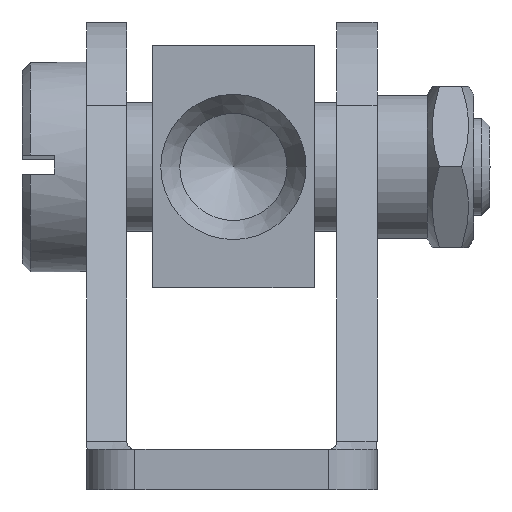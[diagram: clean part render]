
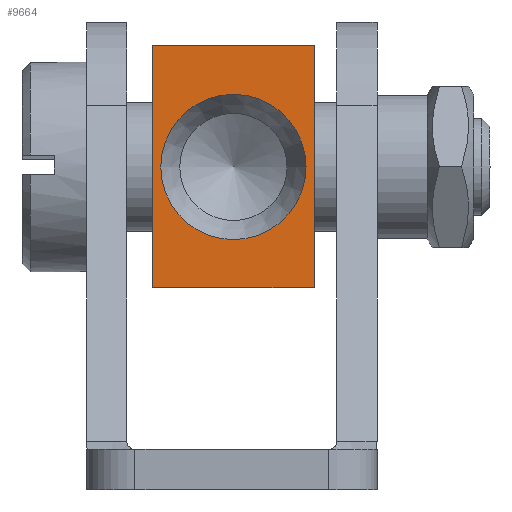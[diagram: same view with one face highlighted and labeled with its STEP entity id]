
A CAD part, left-side view. The second image highlights one B-rep face of the part: STEP entity #9664.
In plain terms, the highlighted planar face has unit normal (-1, 0, 0).
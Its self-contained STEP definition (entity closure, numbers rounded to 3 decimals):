
#8753 = PLANE('',#8754);
#8754 = AXIS2_PLACEMENT_3D('',#8755,#8756,#8757);
#8755 = CARTESIAN_POINT('',(0.,-5.,-7.5));
#8756 = DIRECTION('',(0.,-1.,0.));
#8757 = DIRECTION('',(1.,0.,0.));
#8948 = VERTEX_POINT('',#8949);
#8949 = CARTESIAN_POINT('',(0.,-5.,7.5));
#8963 = PLANE('',#8964);
#8964 = AXIS2_PLACEMENT_3D('',#8965,#8966,#8967);
#8965 = CARTESIAN_POINT('',(0.,-5.,7.5));
#8966 = DIRECTION('',(0.,0.,1.));
#8967 = DIRECTION('',(0.,1.,0.));
#8975 = EDGE_CURVE('',#8976,#8948,#8978,.T.);
#8976 = VERTEX_POINT('',#8977);
#8977 = CARTESIAN_POINT('',(0.,-5.,-7.5));
#8978 = SURFACE_CURVE('',#8979,(#8983,#8990),.PCURVE_S1.);
#8979 = LINE('',#8980,#8981);
#8980 = CARTESIAN_POINT('',(0.,-5.,-7.5));
#8981 = VECTOR('',#8982,1.);
#8982 = DIRECTION('',(0.,0.,1.));
#8983 = PCURVE('',#8753,#8984);
#8984 = DEFINITIONAL_REPRESENTATION('',(#8985),#8989);
#8985 = LINE('',#8986,#8987);
#8986 = CARTESIAN_POINT('',(0.,0.));
#8987 = VECTOR('',#8988,1.);
#8988 = DIRECTION('',(0.,1.));
#8989 = ( GEOMETRIC_REPRESENTATION_CONTEXT(2) 
PARAMETRIC_REPRESENTATION_CONTEXT() REPRESENTATION_CONTEXT('2D SPACE',''
  ) );
#8990 = PCURVE('',#8991,#8996);
#8991 = PLANE('',#8992);
#8992 = AXIS2_PLACEMENT_3D('',#8993,#8994,#8995);
#8993 = CARTESIAN_POINT('',(0.,0.,10.));
#8994 = DIRECTION('',(-1.,0.,0.));
#8995 = DIRECTION('',(0.,-1.,0.));
#8996 = DEFINITIONAL_REPRESENTATION('',(#8997),#9001);
#8997 = LINE('',#8998,#8999);
#8998 = CARTESIAN_POINT('',(5.,-17.5));
#8999 = VECTOR('',#9000,1.);
#9000 = DIRECTION('',(0.,1.));
#9001 = ( GEOMETRIC_REPRESENTATION_CONTEXT(2) 
PARAMETRIC_REPRESENTATION_CONTEXT() REPRESENTATION_CONTEXT('2D SPACE',''
  ) );
#9017 = PLANE('',#9018);
#9018 = AXIS2_PLACEMENT_3D('',#9019,#9020,#9021);
#9019 = CARTESIAN_POINT('',(0.,5.,-7.5));
#9020 = DIRECTION('',(0.,0.,-1.));
#9021 = DIRECTION('',(0.,-1.,0.));
#9095 = PLANE('',#9096);
#9096 = AXIS2_PLACEMENT_3D('',#9097,#9098,#9099);
#9097 = CARTESIAN_POINT('',(0.,5.,7.5));
#9098 = DIRECTION('',(0.,1.,0.));
#9099 = DIRECTION('',(-1.,0.,0.));
#9164 = VERTEX_POINT('',#9165);
#9165 = CARTESIAN_POINT('',(0.,5.,-7.5));
#9186 = EDGE_CURVE('',#9187,#9164,#9189,.T.);
#9187 = VERTEX_POINT('',#9188);
#9188 = CARTESIAN_POINT('',(0.,5.,7.5));
#9189 = SURFACE_CURVE('',#9190,(#9194,#9201),.PCURVE_S1.);
#9190 = LINE('',#9191,#9192);
#9191 = CARTESIAN_POINT('',(0.,5.,7.5));
#9192 = VECTOR('',#9193,1.);
#9193 = DIRECTION('',(0.,0.,-1.));
#9194 = PCURVE('',#9095,#9195);
#9195 = DEFINITIONAL_REPRESENTATION('',(#9196),#9200);
#9196 = LINE('',#9197,#9198);
#9197 = CARTESIAN_POINT('',(0.,0.));
#9198 = VECTOR('',#9199,1.);
#9199 = DIRECTION('',(0.,-1.));
#9200 = ( GEOMETRIC_REPRESENTATION_CONTEXT(2) 
PARAMETRIC_REPRESENTATION_CONTEXT() REPRESENTATION_CONTEXT('2D SPACE',''
  ) );
#9201 = PCURVE('',#8991,#9202);
#9202 = DEFINITIONAL_REPRESENTATION('',(#9203),#9207);
#9203 = LINE('',#9204,#9205);
#9204 = CARTESIAN_POINT('',(-5.,-2.5));
#9205 = VECTOR('',#9206,1.);
#9206 = DIRECTION('',(0.,-1.));
#9207 = ( GEOMETRIC_REPRESENTATION_CONTEXT(2) 
PARAMETRIC_REPRESENTATION_CONTEXT() REPRESENTATION_CONTEXT('2D SPACE',''
  ) );
#9340 = EDGE_CURVE('',#9341,#9341,#9343,.T.);
#9341 = VERTEX_POINT('',#9342);
#9342 = CARTESIAN_POINT('',(0.,-4.5,0.)
  );
#9343 = SURFACE_CURVE('',#9344,(#9349,#9383),.PCURVE_S1.);
#9344 = CIRCLE('',#9345,4.5);
#9345 = AXIS2_PLACEMENT_3D('',#9346,#9347,#9348);
#9346 = CARTESIAN_POINT('',(0.,0.,
    0.));
#9347 = DIRECTION('',(1.,0.,0.));
#9348 = DIRECTION('',(0.,-1.,0.));
#9349 = PCURVE('',#9350,#9355);
#9350 = CONICAL_SURFACE('',#9351,3.912,0.524);
#9351 = AXIS2_PLACEMENT_3D('',#9352,#9353,#9354);
#9352 = CARTESIAN_POINT('',(1.019,0.,
    0.));
#9353 = DIRECTION('',(-1.,0.,0.));
#9354 = DIRECTION('',(0.,-1.,0.));
#9355 = DEFINITIONAL_REPRESENTATION('',(#9356),#9382);
#9356 = B_SPLINE_CURVE_WITH_KNOTS('',3,(#9357,#9358,#9359,#9360,#9361,
    #9362,#9363,#9364,#9365,#9366,#9367,#9368,#9369,#9370,#9371,#9372,
    #9373,#9374,#9375,#9376,#9377,#9378,#9379,#9380,#9381),
  .UNSPECIFIED.,.F.,.F.,(4,1,1,1,1,1,1,1,1,1,1,1,1,1,1,1,1,1,1,1,1,1,4),
  (0.,0.286,0.571,0.857,1.142,
    1.428,1.714,1.999,2.285,
    2.57,2.856,3.142,3.427,
    3.713,3.998,4.284,4.57,
    4.855,5.141,5.426,5.712,
    5.998,6.283),.UNSPECIFIED.);
#9357 = CARTESIAN_POINT('',(6.283,1.019));
#9358 = CARTESIAN_POINT('',(6.188,1.019));
#9359 = CARTESIAN_POINT('',(5.998,1.019));
#9360 = CARTESIAN_POINT('',(5.712,1.019));
#9361 = CARTESIAN_POINT('',(5.426,1.019));
#9362 = CARTESIAN_POINT('',(5.141,1.019));
#9363 = CARTESIAN_POINT('',(4.855,1.019));
#9364 = CARTESIAN_POINT('',(4.57,1.019));
#9365 = CARTESIAN_POINT('',(4.284,1.019));
#9366 = CARTESIAN_POINT('',(3.998,1.019));
#9367 = CARTESIAN_POINT('',(3.713,1.019));
#9368 = CARTESIAN_POINT('',(3.427,1.019));
#9369 = CARTESIAN_POINT('',(3.142,1.019));
#9370 = CARTESIAN_POINT('',(2.856,1.019));
#9371 = CARTESIAN_POINT('',(2.57,1.019));
#9372 = CARTESIAN_POINT('',(2.285,1.019));
#9373 = CARTESIAN_POINT('',(1.999,1.019));
#9374 = CARTESIAN_POINT('',(1.714,1.019));
#9375 = CARTESIAN_POINT('',(1.428,1.019));
#9376 = CARTESIAN_POINT('',(1.142,1.019));
#9377 = CARTESIAN_POINT('',(0.857,1.019));
#9378 = CARTESIAN_POINT('',(0.571,1.019));
#9379 = CARTESIAN_POINT('',(0.286,1.019));
#9380 = CARTESIAN_POINT('',(0.095,1.019));
#9381 = CARTESIAN_POINT('',(0.,1.019));
#9382 = ( GEOMETRIC_REPRESENTATION_CONTEXT(2) 
PARAMETRIC_REPRESENTATION_CONTEXT() REPRESENTATION_CONTEXT('2D SPACE',''
  ) );
#9383 = PCURVE('',#8991,#9384);
#9384 = DEFINITIONAL_REPRESENTATION('',(#9385),#9393);
#9385 = ( BOUNDED_CURVE() B_SPLINE_CURVE(2,(#9386,#9387,#9388,#9389,
#9390,#9391,#9392),.UNSPECIFIED.,.T.,.F.) B_SPLINE_CURVE_WITH_KNOTS((1,2
    ,2,2,2,1),(-2.094,0.,2.094,4.189,
6.283,8.378),.UNSPECIFIED.) CURVE() 
GEOMETRIC_REPRESENTATION_ITEM() RATIONAL_B_SPLINE_CURVE((1.,0.5,1.,0.5,
1.,0.5,1.)) REPRESENTATION_ITEM('') );
#9386 = CARTESIAN_POINT('',(4.5,-10.));
#9387 = CARTESIAN_POINT('',(4.5,-17.794));
#9388 = CARTESIAN_POINT('',(-2.25,-13.897));
#9389 = CARTESIAN_POINT('',(-9.,-10.));
#9390 = CARTESIAN_POINT('',(-2.25,-6.103));
#9391 = CARTESIAN_POINT('',(4.5,-2.206));
#9392 = CARTESIAN_POINT('',(4.5,-10.));
#9393 = ( GEOMETRIC_REPRESENTATION_CONTEXT(2) 
PARAMETRIC_REPRESENTATION_CONTEXT() REPRESENTATION_CONTEXT('2D SPACE',''
  ) );
#9562 = EDGE_CURVE('',#8948,#9187,#9563,.T.);
#9563 = SURFACE_CURVE('',#9564,(#9568,#9575),.PCURVE_S1.);
#9564 = LINE('',#9565,#9566);
#9565 = CARTESIAN_POINT('',(0.,-5.,7.5));
#9566 = VECTOR('',#9567,1.);
#9567 = DIRECTION('',(0.,1.,0.));
#9568 = PCURVE('',#8963,#9569);
#9569 = DEFINITIONAL_REPRESENTATION('',(#9570),#9574);
#9570 = LINE('',#9571,#9572);
#9571 = CARTESIAN_POINT('',(0.,0.));
#9572 = VECTOR('',#9573,1.);
#9573 = DIRECTION('',(1.,0.));
#9574 = ( GEOMETRIC_REPRESENTATION_CONTEXT(2) 
PARAMETRIC_REPRESENTATION_CONTEXT() REPRESENTATION_CONTEXT('2D SPACE',''
  ) );
#9575 = PCURVE('',#8991,#9576);
#9576 = DEFINITIONAL_REPRESENTATION('',(#9577),#9581);
#9577 = LINE('',#9578,#9579);
#9578 = CARTESIAN_POINT('',(5.,-2.5));
#9579 = VECTOR('',#9580,1.);
#9580 = DIRECTION('',(-1.,0.));
#9581 = ( GEOMETRIC_REPRESENTATION_CONTEXT(2) 
PARAMETRIC_REPRESENTATION_CONTEXT() REPRESENTATION_CONTEXT('2D SPACE',''
  ) );
#9636 = EDGE_CURVE('',#9164,#8976,#9637,.T.);
#9637 = SURFACE_CURVE('',#9638,(#9642,#9649),.PCURVE_S1.);
#9638 = LINE('',#9639,#9640);
#9639 = CARTESIAN_POINT('',(0.,5.,-7.5));
#9640 = VECTOR('',#9641,1.);
#9641 = DIRECTION('',(0.,-1.,0.));
#9642 = PCURVE('',#9017,#9643);
#9643 = DEFINITIONAL_REPRESENTATION('',(#9644),#9648);
#9644 = LINE('',#9645,#9646);
#9645 = CARTESIAN_POINT('',(0.,0.));
#9646 = VECTOR('',#9647,1.);
#9647 = DIRECTION('',(1.,0.));
#9648 = ( GEOMETRIC_REPRESENTATION_CONTEXT(2) 
PARAMETRIC_REPRESENTATION_CONTEXT() REPRESENTATION_CONTEXT('2D SPACE',''
  ) );
#9649 = PCURVE('',#8991,#9650);
#9650 = DEFINITIONAL_REPRESENTATION('',(#9651),#9655);
#9651 = LINE('',#9652,#9653);
#9652 = CARTESIAN_POINT('',(-5.,-17.5));
#9653 = VECTOR('',#9654,1.);
#9654 = DIRECTION('',(1.,0.));
#9655 = ( GEOMETRIC_REPRESENTATION_CONTEXT(2) 
PARAMETRIC_REPRESENTATION_CONTEXT() REPRESENTATION_CONTEXT('2D SPACE',''
  ) );
#9664 = ADVANCED_FACE('',(#9665,#9671),#8991,.T.);
#9665 = FACE_BOUND('',#9666,.T.);
#9666 = EDGE_LOOP('',(#9667,#9668,#9669,#9670));
#9667 = ORIENTED_EDGE('',*,*,#8975,.T.);
#9668 = ORIENTED_EDGE('',*,*,#9562,.T.);
#9669 = ORIENTED_EDGE('',*,*,#9186,.T.);
#9670 = ORIENTED_EDGE('',*,*,#9636,.T.);
#9671 = FACE_BOUND('',#9672,.T.);
#9672 = EDGE_LOOP('',(#9673));
#9673 = ORIENTED_EDGE('',*,*,#9340,.T.);
